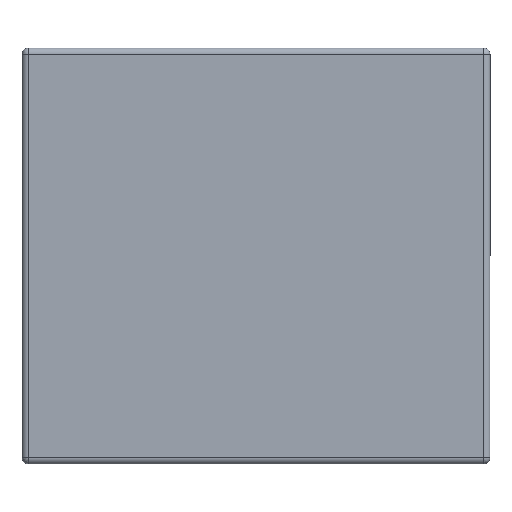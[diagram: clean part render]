
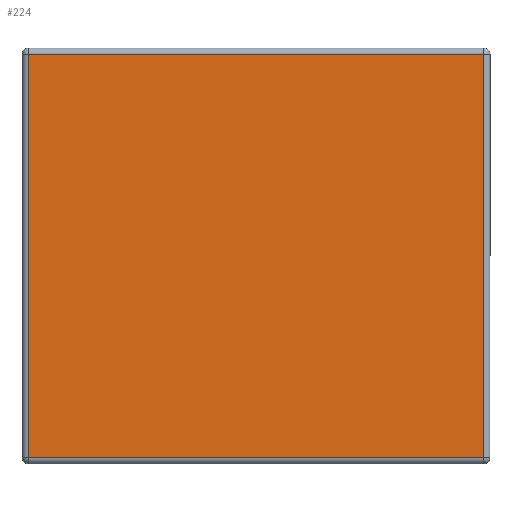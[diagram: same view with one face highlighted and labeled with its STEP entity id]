
A CAD part, front view. The second image highlights one B-rep face of the part: STEP entity #224.
In plain terms, the highlighted planar face has unit normal (0, -1, 0).
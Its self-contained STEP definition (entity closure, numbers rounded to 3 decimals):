
#1 = CARTESIAN_POINT ( 'NONE',  ( -219., 0., 194. ) ) ;
#36 = CARTESIAN_POINT ( 'NONE',  ( 0., 0., 194. ) ) ;
#37 = CARTESIAN_POINT ( 'NONE',  ( -219., 0., -194. ) ) ;
#42 = DIRECTION ( 'NONE',  ( -1., 0., 0. ) ) ;
#79 = VERTEX_POINT ( 'NONE', #37 ) ;
#101 = VECTOR ( 'NONE', #42, 1000. ) ;
#176 = DIRECTION ( 'NONE',  ( 1., 0., 0. ) ) ;
#180 = VERTEX_POINT ( 'NONE', #1 ) ;
#212 = VECTOR ( 'NONE', #645, 1000. ) ;
#215 = DIRECTION ( 'NONE',  ( 0., 1., 0. ) ) ;
#223 = AXIS2_PLACEMENT_3D ( 'NONE', #521, #215, #417 ) ;
#224 = ADVANCED_FACE ( 'NONE', ( #567 ), #313, .F. ) ;
#232 = CARTESIAN_POINT ( 'NONE',  ( 219., 0., 0. ) ) ;
#238 = VERTEX_POINT ( 'NONE', #532 ) ;
#281 = LINE ( 'NONE', #323, #341 ) ;
#283 = EDGE_CURVE ( 'NONE', #466, #238, #284, .T. ) ;
#284 = LINE ( 'NONE', #232, #212 ) ;
#313 = PLANE ( 'NONE',  #223 ) ;
#321 = ORIENTED_EDGE ( 'NONE', *, *, #419, .T. ) ;
#323 = CARTESIAN_POINT ( 'NONE',  ( 0., 0., -194. ) ) ;
#341 = VECTOR ( 'NONE', #176, 1000. ) ;
#348 = CARTESIAN_POINT ( 'NONE',  ( -219., 0., 0. ) ) ;
#352 = LINE ( 'NONE', #348, #590 ) ;
#360 = EDGE_CURVE ( 'NONE', #79, #466, #281, .T. ) ;
#381 = EDGE_CURVE ( 'NONE', #238, #180, #614, .T. ) ;
#387 = ORIENTED_EDGE ( 'NONE', *, *, #360, .T. ) ;
#404 = DIRECTION ( 'NONE',  ( 0., 0., -1. ) ) ;
#417 = DIRECTION ( 'NONE',  ( 0., 0., 1. ) ) ;
#419 = EDGE_CURVE ( 'NONE', #180, #79, #352, .T. ) ;
#422 = EDGE_LOOP ( 'NONE', ( #321, #387, #433, #494 ) ) ;
#433 = ORIENTED_EDGE ( 'NONE', *, *, #283, .T. ) ;
#452 = CARTESIAN_POINT ( 'NONE',  ( 219., 0., -194. ) ) ;
#466 = VERTEX_POINT ( 'NONE', #452 ) ;
#494 = ORIENTED_EDGE ( 'NONE', *, *, #381, .T. ) ;
#521 = CARTESIAN_POINT ( 'NONE',  ( 0., 0., 0. ) ) ;
#532 = CARTESIAN_POINT ( 'NONE',  ( 219., 0., 194. ) ) ;
#567 = FACE_OUTER_BOUND ( 'NONE', #422, .T. ) ;
#590 = VECTOR ( 'NONE', #404, 1000. ) ;
#614 = LINE ( 'NONE', #36, #101 ) ;
#645 = DIRECTION ( 'NONE',  ( 0., 0., 1. ) ) ;
